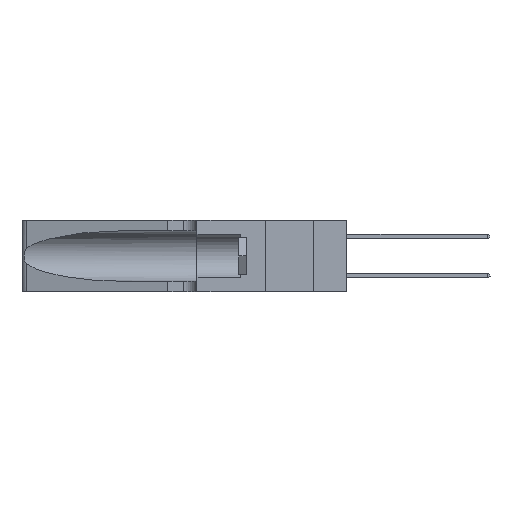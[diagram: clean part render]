
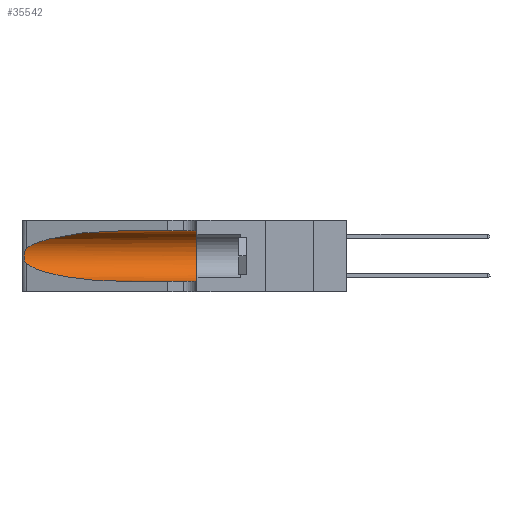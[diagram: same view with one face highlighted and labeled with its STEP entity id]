
A CAD part, left-side view. The second image highlights one B-rep face of the part: STEP entity #35542.
In plain terms, the highlighted cylindrical face has radius 3.308 mm (diameter 6.617 mm), a partial arc.
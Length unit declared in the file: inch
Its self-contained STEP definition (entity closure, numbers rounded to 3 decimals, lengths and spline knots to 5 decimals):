
#834 = VERTEX_POINT ( 'NONE', #17951 ) ;
#1194 = CIRCLE ( 'NONE', #1676, 0.13025 ) ;
#1676 = AXIS2_PLACEMENT_3D ( 'NONE', #3122, #27739, #6703 ) ;
#1686 = CARTESIAN_POINT ( 'NONE',  ( 0.1305, 0.72297, 0.05475 ) ) ;
#2754 = CARTESIAN_POINT ( 'NONE',  ( 0.25555, 1.22993, 0.14849 ) ) ;
#3122 = CARTESIAN_POINT ( 'NONE',  ( 0.1305, 0.35, 0.185 ) ) ;
#3480 = CARTESIAN_POINT ( 'NONE',  ( 0.25487, 1.22718, 0.22369 ) ) ;
#4282 = CARTESIAN_POINT ( 'NONE',  ( 0.25487, 1.22718, 0.14631 ) ) ;
#4844 = CYLINDRICAL_SURFACE ( 'NONE', #39427, 0.13025 ) ;
#4995 = CARTESIAN_POINT ( 'NONE',  ( 0.1305, 1.61858, 0.31525 ) ) ;
#5755 = CARTESIAN_POINT ( 'NONE',  ( 0.1305, 1.61858, 0.05475 ) ) ;
#6201 = EDGE_CURVE ( 'NONE', #12642, #30471, #21418, .T. ) ;
#6703 = DIRECTION ( 'NONE',  ( 0., 0., 1. ) ) ;
#7695 = LINE ( 'NONE', #4995, #42803 ) ;
#9727 = CARTESIAN_POINT ( 'NONE',  ( 0.25787, 1.23484, 0.2124 ) ) ;
#9859 = CARTESIAN_POINT ( 'NONE',  ( 0.25487, 1.22718, 0.14631 ) ) ;
#10487 = EDGE_CURVE ( 'NONE', #24701, #25863, #11321, .T. ) ;
#11321 = LINE ( 'NONE', #5755, #37089 ) ;
#11383 = CARTESIAN_POINT ( 'NONE',  ( 0.1305, 0.72297, 0.05475 ) ) ;
#12642 = VERTEX_POINT ( 'NONE', #30967 ) ;
#13238 = B_SPLINE_CURVE_WITH_KNOTS ( 'NONE', 3,
 ( #41125, #44657, #30776, #9727, #34291, #13252, #37786, #16764, #41273, #20339, #44806, #23845, #2754, #27379 ),
 .UNSPECIFIED., .F., .F.,
 ( 4, 2, 2, 2, 2, 2, 4 ),
 ( 0., 0.00027, 0.00053, 0.00107, 0.0016, 0.00187, 0.00214 ),
 .UNSPECIFIED. ) ;
#13252 = CARTESIAN_POINT ( 'NONE',  ( 0.26018, 1.23835, 0.19895 ) ) ;
#13283 = EDGE_CURVE ( 'NONE', #30471, #43504, #13238, .T. ) ;
#14354 = EDGE_CURVE ( 'NONE', #12642, #834, #7695, .T. ) ;
#16764 = CARTESIAN_POINT ( 'NONE',  ( 0.26075, 1.23896, 0.178 ) ) ;
#17001 = CARTESIAN_POINT ( 'NONE',  ( 0.1305, 0.35, 0.05475 ) ) ;
#17500 = CARTESIAN_POINT ( 'NONE',  ( 0.18966, 0.96281, 0.31525 ) ) ;
#17951 = CARTESIAN_POINT ( 'NONE',  ( 0.1305, 0.35, 0.31525 ) ) ;
#19657 = DIRECTION ( 'NONE',  ( 0., -1., 0. ) ) ;
#20339 = CARTESIAN_POINT ( 'NONE',  ( 0.25856, 1.23593, 0.16098 ) ) ;
#21418 =( BOUNDED_CURVE ( )  B_SPLINE_CURVE ( 3, ( #24560, #17500, #27950, #3480 ),
 .UNSPECIFIED., .F., .F. ) 
 B_SPLINE_CURVE_WITH_KNOTS ( ( 4, 4 ),
 ( 1.5708, 2.84003 ),
 .UNSPECIFIED. ) 
 CURVE ( )  GEOMETRIC_REPRESENTATION_ITEM ( )  RATIONAL_B_SPLINE_CURVE ( ( 1., 0.87, 0.87, 1. ) ) 
 REPRESENTATION_ITEM ( '' )  );
#23191 = CARTESIAN_POINT ( 'NONE',  ( 0.1305, 1.61858, 0.185 ) ) ;
#23445 = DIRECTION ( 'NONE',  ( 0., -1., 0. ) ) ;
#23845 = CARTESIAN_POINT ( 'NONE',  ( 0.25639, 1.23186, 0.15144 ) ) ;
#24177 = ORIENTED_EDGE ( 'NONE', *, *, #37239, .T. ) ;
#24560 = CARTESIAN_POINT ( 'NONE',  ( 0.1305, 0.72297, 0.31525 ) ) ;
#24672 = FACE_OUTER_BOUND ( 'NONE', #29907, .T. ) ;
#24701 = VERTEX_POINT ( 'NONE', #1686 ) ;
#25588 = ORIENTED_EDGE ( 'NONE', *, *, #13283, .T. ) ;
#25863 = VERTEX_POINT ( 'NONE', #17001 ) ;
#27379 = CARTESIAN_POINT ( 'NONE',  ( 0.25487, 1.22718, 0.14631 ) ) ;
#27613 = CARTESIAN_POINT ( 'NONE',  ( 0.25487, 1.22718, 0.22369 ) ) ;
#27739 = DIRECTION ( 'NONE',  ( 0., 1., 0. ) ) ;
#27950 = CARTESIAN_POINT ( 'NONE',  ( 0.2373, 1.15595, 0.28018 ) ) ;
#28891 = CARTESIAN_POINT ( 'NONE',  ( 0.2373, 1.15595, 0.08982 ) ) ;
#29907 = EDGE_LOOP ( 'NONE', ( #33083, #25588, #24177, #42285, #33745, #30213 ) ) ;
#30213 = ORIENTED_EDGE ( 'NONE', *, *, #14354, .F. ) ;
#30471 = VERTEX_POINT ( 'NONE', #27613 ) ;
#30776 = CARTESIAN_POINT ( 'NONE',  ( 0.25639, 1.23184, 0.21858 ) ) ;
#30967 = CARTESIAN_POINT ( 'NONE',  ( 0.1305, 0.72297, 0.31525 ) ) ;
#30975 =( BOUNDED_CURVE ( )  B_SPLINE_CURVE ( 3, ( #4282, #28891, #32415, #11383 ),
 .UNSPECIFIED., .F., .T. ) 
 B_SPLINE_CURVE_WITH_KNOTS ( ( 4, 4 ),
 ( 3.44316, 4.71239 ),
 .UNSPECIFIED. ) 
 CURVE ( )  GEOMETRIC_REPRESENTATION_ITEM ( )  RATIONAL_B_SPLINE_CURVE ( ( 1., 0.87, 0.87, 1. ) ) 
 REPRESENTATION_ITEM ( '' )  );
#32415 = CARTESIAN_POINT ( 'NONE',  ( 0.18966, 0.96281, 0.05475 ) ) ;
#32708 = EDGE_CURVE ( 'NONE', #834, #25863, #1194, .T. ) ;
#33083 = ORIENTED_EDGE ( 'NONE', *, *, #6201, .T. ) ;
#33745 = ORIENTED_EDGE ( 'NONE', *, *, #32708, .F. ) ;
#34291 = CARTESIAN_POINT ( 'NONE',  ( 0.25854, 1.2359, 0.20912 ) ) ;
#35542 = ADVANCED_FACE ( 'NONE', ( #24672 ), #4844, .F. ) ;
#37089 = VECTOR ( 'NONE', #23445, 39.37008 ) ;
#37106 = DIRECTION ( 'NONE',  ( 0., 0., -1. ) ) ;
#37239 = EDGE_CURVE ( 'NONE', #43504, #24701, #30975, .T. ) ;
#37786 = CARTESIAN_POINT ( 'NONE',  ( 0.26075, 1.23896, 0.19203 ) ) ;
#39427 = AXIS2_PLACEMENT_3D ( 'NONE', #23191, #19657, #37106 ) ;
#40127 = DIRECTION ( 'NONE',  ( 0., -1., 0. ) ) ;
#41125 = CARTESIAN_POINT ( 'NONE',  ( 0.25487, 1.22718, 0.22369 ) ) ;
#41273 = CARTESIAN_POINT ( 'NONE',  ( 0.26017, 1.23833, 0.17102 ) ) ;
#42285 = ORIENTED_EDGE ( 'NONE', *, *, #10487, .T. ) ;
#42803 = VECTOR ( 'NONE', #40127, 39.37008 ) ;
#43504 = VERTEX_POINT ( 'NONE', #9859 ) ;
#44657 = CARTESIAN_POINT ( 'NONE',  ( 0.25555, 1.22994, 0.2215 ) ) ;
#44806 = CARTESIAN_POINT ( 'NONE',  ( 0.25789, 1.23486, 0.15765 ) ) ;
